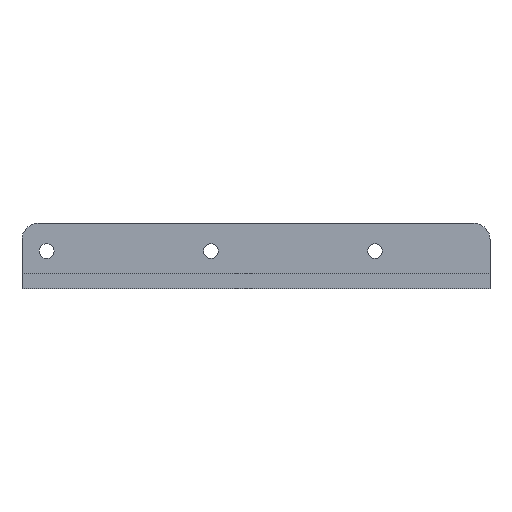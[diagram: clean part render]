
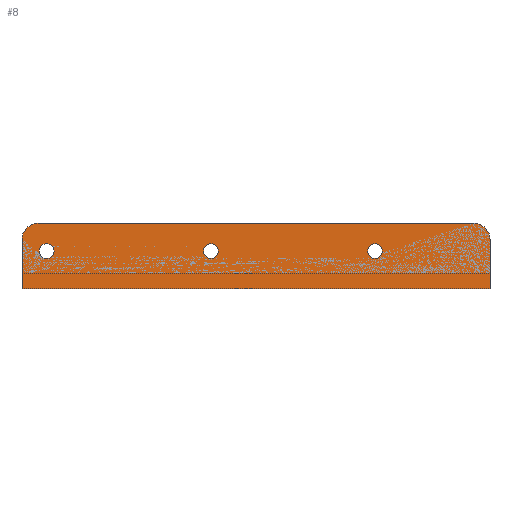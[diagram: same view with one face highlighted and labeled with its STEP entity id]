
A CAD part, left-side view. The second image highlights one B-rep face of the part: STEP entity #8.
In plain terms, the highlighted planar face has unit normal (-1, 0, 0).
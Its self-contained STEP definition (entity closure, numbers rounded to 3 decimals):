
#8 = ADVANCED_FACE ( 'NONE', ( #2658, #246, #1903, #1195 ), #1405, .F. ) ;
#17 = DIRECTION ( 'NONE',  ( 1., 0., 0. ) ) ;
#18 = DIRECTION ( 'NONE',  ( 0., 0., -1. ) ) ;
#26 = VERTEX_POINT ( 'NONE', #969 ) ;
#57 = LINE ( 'NONE', #1042, #2250 ) ;
#82 = CARTESIAN_POINT ( 'NONE',  ( 0., 285., 4.5 ) ) ;
#109 = CARTESIAN_POINT ( 'NONE',  ( 0., 170., 18.5 ) ) ;
#118 = ORIENTED_EDGE ( 'NONE', *, *, #801, .T. ) ;
#187 = AXIS2_PLACEMENT_3D ( 'NONE', #1410, #2113, #195 ) ;
#189 = CIRCLE ( 'NONE', #426, 4.5 ) ;
#192 = ORIENTED_EDGE ( 'NONE', *, *, #2660, .T. ) ;
#195 = DIRECTION ( 'NONE',  ( 0., 0., -1. ) ) ;
#215 = CARTESIAN_POINT ( 'NONE',  ( 0., 285., 30. ) ) ;
#246 = FACE_BOUND ( 'NONE', #2407, .T. ) ;
#321 = VERTEX_POINT ( 'NONE', #3078 ) ;
#365 = EDGE_CURVE ( 'NONE', #631, #2249, #1140, .T. ) ;
#426 = AXIS2_PLACEMENT_3D ( 'NONE', #1601, #1836, #2803 ) ;
#444 = EDGE_CURVE ( 'NONE', #2849, #1278, #1732, .T. ) ;
#473 = VECTOR ( 'NONE', #798, 1000. ) ;
#474 = ORIENTED_EDGE ( 'NONE', *, *, #1838, .F. ) ;
#477 = CARTESIAN_POINT ( 'NONE',  ( 0., 10., 30. ) ) ;
#478 = DIRECTION ( 'NONE',  ( 0., 0., -1. ) ) ;
#480 = DIRECTION ( 'NONE',  ( -1., 0., 0. ) ) ;
#507 = CARTESIAN_POINT ( 'NONE',  ( 0., 170., 23. ) ) ;
#560 = ORIENTED_EDGE ( 'NONE', *, *, #1581, .T. ) ;
#571 = AXIS2_PLACEMENT_3D ( 'NONE', #1157, #1664, #2841 ) ;
#631 = VERTEX_POINT ( 'NONE', #109 ) ;
#637 = VERTEX_POINT ( 'NONE', #2762 ) ;
#640 = CARTESIAN_POINT ( 'NONE',  ( 0., 0., 30. ) ) ;
#725 = AXIS2_PLACEMENT_3D ( 'NONE', #477, #2396, #2354 ) ;
#747 = CARTESIAN_POINT ( 'NONE',  ( 0., 270., 23. ) ) ;
#798 = DIRECTION ( 'NONE',  ( 0., -1., 0. ) ) ;
#801 = EDGE_CURVE ( 'NONE', #1833, #321, #3004, .T. ) ;
#819 = CARTESIAN_POINT ( 'NONE',  ( 0., 270., 18.5 ) ) ;
#831 = DIRECTION ( 'NONE',  ( 0., 0., -1. ) ) ;
#858 = ORIENTED_EDGE ( 'NONE', *, *, #1647, .T. ) ;
#862 = ORIENTED_EDGE ( 'NONE', *, *, #2773, .T. ) ;
#955 = CARTESIAN_POINT ( 'NONE',  ( 0., 0., 4.5 ) ) ;
#964 = DIRECTION ( 'NONE',  ( 1., 0., 0. ) ) ;
#969 = CARTESIAN_POINT ( 'NONE',  ( 0., 275., 40. ) ) ;
#1042 = CARTESIAN_POINT ( 'NONE',  ( 0., 0., 40. ) ) ;
#1096 = VERTEX_POINT ( 'NONE', #2898 ) ;
#1140 = CIRCLE ( 'NONE', #1842, 4.5 ) ;
#1157 = CARTESIAN_POINT ( 'NONE',  ( 0., 170., 23. ) ) ;
#1172 = EDGE_LOOP ( 'NONE', ( #2817, #560, #858, #2748, #474, #118 ) ) ;
#1176 = DIRECTION ( 'NONE',  ( 0., 0., -1. ) ) ;
#1195 = FACE_OUTER_BOUND ( 'NONE', #1172, .T. ) ;
#1218 = DIRECTION ( 'NONE',  ( 0., 0., -1. ) ) ;
#1241 = AXIS2_PLACEMENT_3D ( 'NONE', #2632, #480, #18 ) ;
#1278 = VERTEX_POINT ( 'NONE', #819 ) ;
#1330 = EDGE_CURVE ( 'NONE', #321, #26, #57, .T. ) ;
#1405 = PLANE ( 'NONE',  #3087 ) ;
#1410 = CARTESIAN_POINT ( 'NONE',  ( 0., 70., 23. ) ) ;
#1570 = LINE ( 'NONE', #2025, #1844 ) ;
#1581 = EDGE_CURVE ( 'NONE', #26, #1982, #1884, .T. ) ;
#1601 = CARTESIAN_POINT ( 'NONE',  ( 0., 70., 23. ) ) ;
#1647 = EDGE_CURVE ( 'NONE', #1982, #2893, #1771, .T. ) ;
#1664 = DIRECTION ( 'NONE',  ( 1., 0., 0. ) ) ;
#1684 = CARTESIAN_POINT ( 'NONE',  ( 0., 0., 0. ) ) ;
#1732 = CIRCLE ( 'NONE', #2894, 4.5 ) ;
#1733 = ORIENTED_EDGE ( 'NONE', *, *, #444, .T. ) ;
#1734 = LINE ( 'NONE', #1684, #473 ) ;
#1771 = LINE ( 'NONE', #82, #2644 ) ;
#1833 = VERTEX_POINT ( 'NONE', #640 ) ;
#1836 = DIRECTION ( 'NONE',  ( 1., 0., 0. ) ) ;
#1838 = EDGE_CURVE ( 'NONE', #1833, #1096, #1570, .T. ) ;
#1842 = AXIS2_PLACEMENT_3D ( 'NONE', #507, #17, #478 ) ;
#1844 = VECTOR ( 'NONE', #831, 1000. ) ;
#1884 = CIRCLE ( 'NONE', #1241, 10. ) ;
#1903 = FACE_BOUND ( 'NONE', #2260, .T. ) ;
#1920 = CARTESIAN_POINT ( 'NONE',  ( 0., 270., 27.5 ) ) ;
#1934 = DIRECTION ( 'NONE',  ( 1., 0., 0. ) ) ;
#1973 = DIRECTION ( 'NONE',  ( 0., 0., -1. ) ) ;
#1982 = VERTEX_POINT ( 'NONE', #215 ) ;
#2025 = CARTESIAN_POINT ( 'NONE',  ( 0., 0., 4.5 ) ) ;
#2113 = DIRECTION ( 'NONE',  ( 1., 0., 0. ) ) ;
#2174 = CIRCLE ( 'NONE', #187, 4.5 ) ;
#2204 = CARTESIAN_POINT ( 'NONE',  ( 0., 285., 0. ) ) ;
#2249 = VERTEX_POINT ( 'NONE', #3061 ) ;
#2250 = VECTOR ( 'NONE', #2470, 1000. ) ;
#2259 = CIRCLE ( 'NONE', #3021, 4.5 ) ;
#2260 = EDGE_LOOP ( 'NONE', ( #2278, #192 ) ) ;
#2278 = ORIENTED_EDGE ( 'NONE', *, *, #3095, .T. ) ;
#2354 = DIRECTION ( 'NONE',  ( 0., 0., -1. ) ) ;
#2361 = EDGE_CURVE ( 'NONE', #1278, #2849, #2259, .T. ) ;
#2369 = EDGE_LOOP ( 'NONE', ( #2729, #1733 ) ) ;
#2373 = ORIENTED_EDGE ( 'NONE', *, *, #365, .T. ) ;
#2396 = DIRECTION ( 'NONE',  ( -1., 0., 0. ) ) ;
#2407 = EDGE_LOOP ( 'NONE', ( #2373, #862 ) ) ;
#2411 = DIRECTION ( 'NONE',  ( 0., 0., -1. ) ) ;
#2425 = DIRECTION ( 'NONE',  ( 1., 0., 0. ) ) ;
#2470 = DIRECTION ( 'NONE',  ( 0., 1., 0. ) ) ;
#2477 = CARTESIAN_POINT ( 'NONE',  ( 0., 70., 27.5 ) ) ;
#2632 = CARTESIAN_POINT ( 'NONE',  ( 0., 275., 30. ) ) ;
#2644 = VECTOR ( 'NONE', #1973, 1000. ) ;
#2658 = FACE_BOUND ( 'NONE', #2369, .T. ) ;
#2660 = EDGE_CURVE ( 'NONE', #3072, #637, #2174, .T. ) ;
#2729 = ORIENTED_EDGE ( 'NONE', *, *, #2361, .T. ) ;
#2748 = ORIENTED_EDGE ( 'NONE', *, *, #2912, .T. ) ;
#2762 = CARTESIAN_POINT ( 'NONE',  ( 0., 70., 18.5 ) ) ;
#2773 = EDGE_CURVE ( 'NONE', #2249, #631, #3046, .T. ) ;
#2803 = DIRECTION ( 'NONE',  ( 0., 0., -1. ) ) ;
#2817 = ORIENTED_EDGE ( 'NONE', *, *, #1330, .T. ) ;
#2841 = DIRECTION ( 'NONE',  ( 0., 0., -1. ) ) ;
#2849 = VERTEX_POINT ( 'NONE', #1920 ) ;
#2871 = CARTESIAN_POINT ( 'NONE',  ( 0., 270., 23. ) ) ;
#2893 = VERTEX_POINT ( 'NONE', #2204 ) ;
#2894 = AXIS2_PLACEMENT_3D ( 'NONE', #2871, #2425, #2411 ) ;
#2898 = CARTESIAN_POINT ( 'NONE',  ( 0., 0., 0. ) ) ;
#2912 = EDGE_CURVE ( 'NONE', #2893, #1096, #1734, .T. ) ;
#3004 = CIRCLE ( 'NONE', #725, 10. ) ;
#3021 = AXIS2_PLACEMENT_3D ( 'NONE', #747, #964, #1218 ) ;
#3046 = CIRCLE ( 'NONE', #571, 4.5 ) ;
#3061 = CARTESIAN_POINT ( 'NONE',  ( 0., 170., 27.5 ) ) ;
#3072 = VERTEX_POINT ( 'NONE', #2477 ) ;
#3078 = CARTESIAN_POINT ( 'NONE',  ( 0., 10., 40. ) ) ;
#3087 = AXIS2_PLACEMENT_3D ( 'NONE', #955, #1934, #1176 ) ;
#3095 = EDGE_CURVE ( 'NONE', #637, #3072, #189, .T. ) ;
